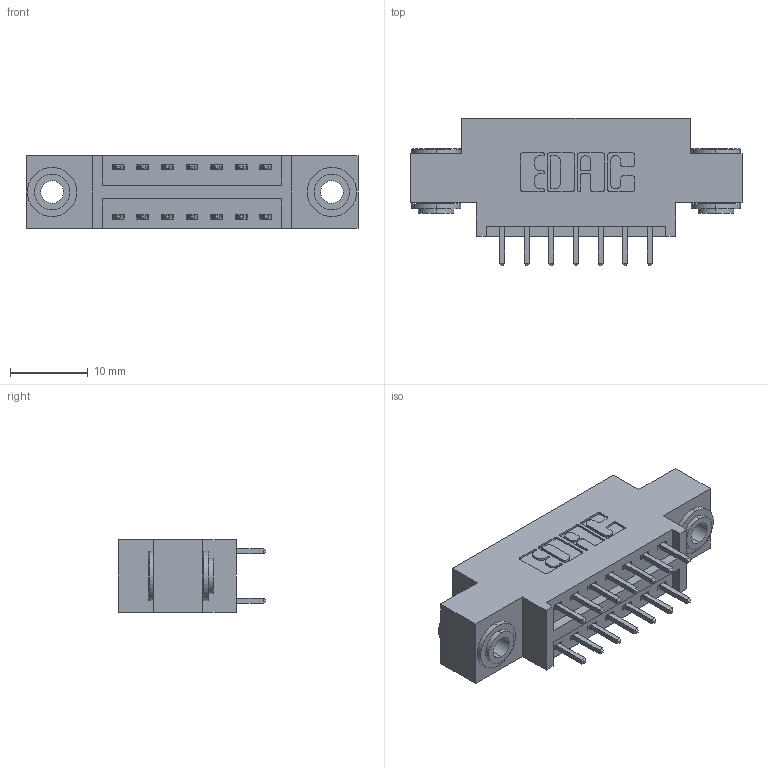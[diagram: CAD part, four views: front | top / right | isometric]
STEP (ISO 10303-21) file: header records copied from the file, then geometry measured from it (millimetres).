
FILE_DESCRIPTION (( 'STEP AP203' ), '1' );
FILE_NAME ('346-014-521-803.STEP', '2022-05-18T14:05:10', ( '' ), ( '' ), 'SwSTEP 2.0', 'SolidWorks 2020', '' );
FILE_SCHEMA (( 'CONFIG_CONTROL_DESIGN' ));
Length unit declared in the file: inch
Products named in the file (4): 345-292-001_345-293-121; 346 Part_0.170 Offset - 0.156 Dia-TH; 346-014-521-803; 345-250-002_345-250-002-102
Assembly tree (17 placements, depth 2):
  346-014-521-803
    346 Part_0.170 Offset - 0.156 Dia-TH
    345-292-001_345-293-121  x14
    345-250-002_345-250-002-102  x2
Bounding box: 42.8 x 19.05 x 9.4 mm (x, y, z)
Volume: 3742.6 mm3; surface area: 4984.2 mm2
Topology: 17 solids, 17 shells, 906 faces, 2623 edges, 1726 vertices
Faces by surface type: plane 594, cylinder 304, cone 8
Entity records: 10496 total; most frequent: CARTESIAN_POINT 1761, ORIENTED_EDGE 1686, DIRECTION 1633, EDGE_CURVE 843, LINE 659, VECTOR 659, VERTEX_POINT 558, AXIS2_PLACEMENT_3D 487
